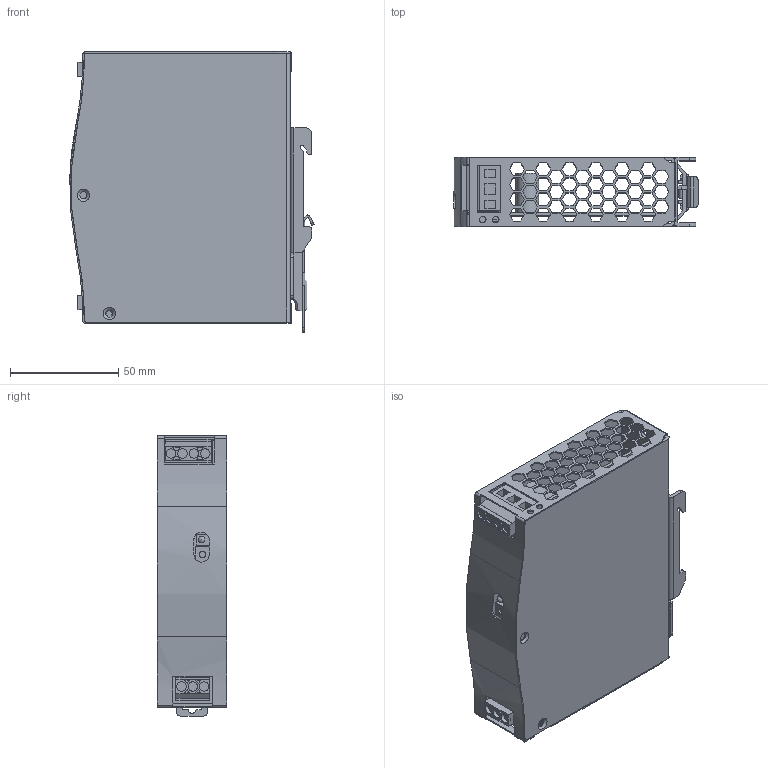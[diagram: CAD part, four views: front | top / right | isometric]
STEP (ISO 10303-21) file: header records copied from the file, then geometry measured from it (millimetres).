
FILE_DESCRIPTION((''),'2;1');
FILE_NAME('SDR-75-3D.stp','2020-08-10T18:44:11',('shirley'),(''),'Autodesk Inventor 2010','Autodesk Inventor 2010','');
FILE_SCHEMA(('AUTOMOTIVE_DESIGN { 1 0 10303 214 1 1 1 1 }'));
Length unit declared in the file: millimetre
Products named in the file (15): SDR-75-3D; PCB1; ©³®y; 零件25; PCB2; ºÝ¤l; LED; VR; pcb2; 掛座小; f; p3; p1
Assembly tree (14 placements, depth 3):
  SDR-75-3D
    PCB1
      PCB1
    ©³®y
    零件25
    PCB2
      ºÝ¤l
      ºÝ¤l
      LED
      VR
      pcb2
    掛座小
      f
      p3
      p1
Bounding box: 112.69 x 32 x 129.21 mm (x, y, z)
Volume: 87244.2 mm3; surface area: 118478.2 mm2
Topology: 15 solids, 15 shells, 1189 faces, 3365 edges, 2243 vertices
Faces by surface type: plane 962, cylinder 204, cone 14, torus 8, bspline 1
Full cylindrical faces by diameter (mm): 2.65 x4, 3 x4, 3.37 x1, 3.4 x4, 3.5 x5, 4 x2, 4.27 x3, 4.3 x7, 10.421 x1, 10.455 x1, 10.5 x1, 10.569 x1
Entity records: 39775 total; most frequent: CARTESIAN_POINT 7607, ORIENTED_EDGE 6610, DIRECTION 6193, EDGE_CURVE 3305, VECTOR 2859, LINE 2859, VERTEX_POINT 2222, AXIS2_PLACEMENT_3D 1667
